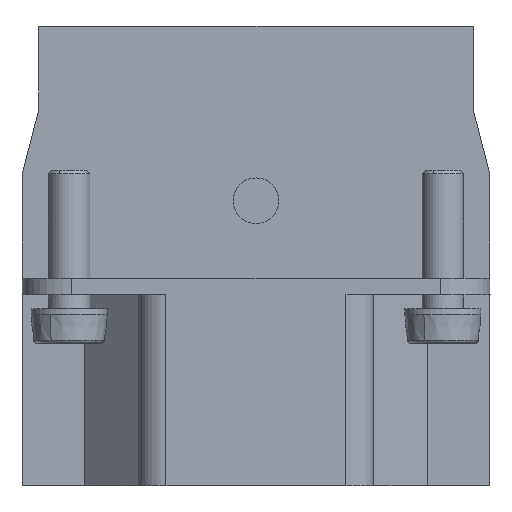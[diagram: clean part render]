
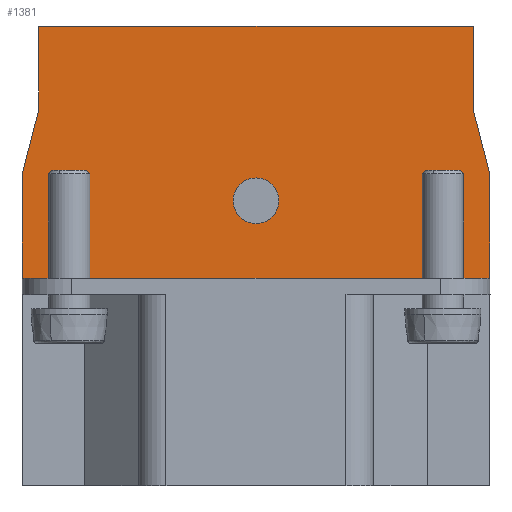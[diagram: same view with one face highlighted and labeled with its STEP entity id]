
A CAD part, left-side view. The second image highlights one B-rep face of the part: STEP entity #1381.
In plain terms, the highlighted planar face has unit normal (-1, 0, 0).
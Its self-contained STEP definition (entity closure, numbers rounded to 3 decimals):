
#1381=ADVANCED_FACE('',(#3254,#3255),#2351,.T.);
#2351=PLANE('',#17721);
#2977=CIRCLE('',#17720,1.65);
#3254=FACE_BOUND('',#3574,.T.);
#3255=FACE_BOUND('',#3575,.T.);
#3574=EDGE_LOOP('',(#8414));
#3575=EDGE_LOOP('',(#8415,#8416,#8417,#8418,#8419,#8420,#8421,#8422));
#4722=LINE('',#22819,#6264);
#4917=LINE('',#24547,#6459);
#4926=LINE('',#24565,#6468);
#4933=LINE('',#24583,#6475);
#4934=LINE('',#24586,#6476);
#4935=LINE('',#24587,#6477);
#4936=LINE('',#24589,#6478);
#4937=LINE('',#24591,#6479);
#6264=VECTOR('',#18709,1.);
#6459=VECTOR('',#18946,1.);
#6468=VECTOR('',#18957,1.);
#6475=VECTOR('',#18972,1.);
#6476=VECTOR('',#18973,1.);
#6477=VECTOR('',#18974,1.);
#6478=VECTOR('',#18975,1.);
#6479=VECTOR('',#18976,1.);
#8414=ORIENTED_EDGE('',*,*,#14884,.T.);
#8415=ORIENTED_EDGE('',*,*,#14885,.F.);
#8416=ORIENTED_EDGE('',*,*,#14886,.F.);
#8417=ORIENTED_EDGE('',*,*,#14876,.T.);
#8418=ORIENTED_EDGE('',*,*,#14867,.T.);
#8419=ORIENTED_EDGE('',*,*,#14534,.F.);
#8420=ORIENTED_EDGE('',*,*,#14887,.F.);
#8421=ORIENTED_EDGE('',*,*,#14888,.T.);
#8422=ORIENTED_EDGE('',*,*,#14889,.F.);
#12888=VERTEX_POINT('',#22818);
#12889=VERTEX_POINT('',#22820);
#13221=VERTEX_POINT('',#24548);
#13228=VERTEX_POINT('',#24563);
#13235=VERTEX_POINT('',#24582);
#13236=VERTEX_POINT('',#24584);
#13237=VERTEX_POINT('',#24585);
#13238=VERTEX_POINT('',#24588);
#13239=VERTEX_POINT('',#24590);
#14534=EDGE_CURVE('',#12888,#12889,#4722,.T.);
#14867=EDGE_CURVE('',#13221,#12889,#4917,.T.);
#14876=EDGE_CURVE('',#13228,#13221,#4926,.T.);
#14884=EDGE_CURVE('',#13235,#13235,#2977,.T.);
#14885=EDGE_CURVE('',#13236,#13237,#4933,.T.);
#14886=EDGE_CURVE('',#13228,#13236,#4934,.T.);
#14887=EDGE_CURVE('',#13238,#12888,#4935,.T.);
#14888=EDGE_CURVE('',#13238,#13239,#4936,.T.);
#14889=EDGE_CURVE('',#13237,#13239,#4937,.T.);
#17720=AXIS2_PLACEMENT_3D('',#24581,#18970,#18971);
#17721=AXIS2_PLACEMENT_3D('',#24592,#18977,#18978);
#18709=DIRECTION('',(0.,-1.,0.));
#18946=DIRECTION('',(0.,0.,1.));
#18957=DIRECTION('',(0.,0.25,0.968));
#18970=DIRECTION('',(1.,0.,0.));
#18971=DIRECTION('',(0.,0.,1.));
#18972=DIRECTION('',(0.,1.,0.));
#18973=DIRECTION('',(0.,0.,-1.));
#18974=DIRECTION('',(0.,0.,1.));
#18975=DIRECTION('',(0.,0.25,-0.968));
#18976=DIRECTION('',(0.,0.,1.));
#18977=DIRECTION('',(-1.,0.,0.));
#18978=DIRECTION('',(0.,0.,-1.));
#22818=CARTESIAN_POINT('',(-5.019,34.409,33.206));
#22819=CARTESIAN_POINT('',(-5.019,1.404,33.206));
#22820=CARTESIAN_POINT('',(-5.019,3.009,33.206));
#24547=CARTESIAN_POINT('',(-5.019,3.009,15.006));
#24548=CARTESIAN_POINT('',(-5.019,3.009,27.146));
#24563=CARTESIAN_POINT('',(-5.019,1.809,22.506));
#24565=CARTESIAN_POINT('',(-5.019,2.3,24.406));
#24581=CARTESIAN_POINT('',(-5.019,18.709,20.606));
#24582=CARTESIAN_POINT('',(-5.019,18.709,22.256));
#24583=CARTESIAN_POINT('',(-5.019,35.639,15.006));
#24584=CARTESIAN_POINT('',(-5.019,1.809,15.006));
#24585=CARTESIAN_POINT('',(-5.019,35.609,15.006));
#24586=CARTESIAN_POINT('',(-5.019,1.809,16.256));
#24587=CARTESIAN_POINT('',(-5.019,34.409,15.006));
#24588=CARTESIAN_POINT('',(-5.019,34.409,27.146));
#24589=CARTESIAN_POINT('',(-5.019,34.368,27.306));
#24590=CARTESIAN_POINT('',(-5.019,35.609,22.506));
#24591=CARTESIAN_POINT('',(-5.019,35.609,0.006));
#24592=CARTESIAN_POINT('',(-5.019,1.404,-0.194));
